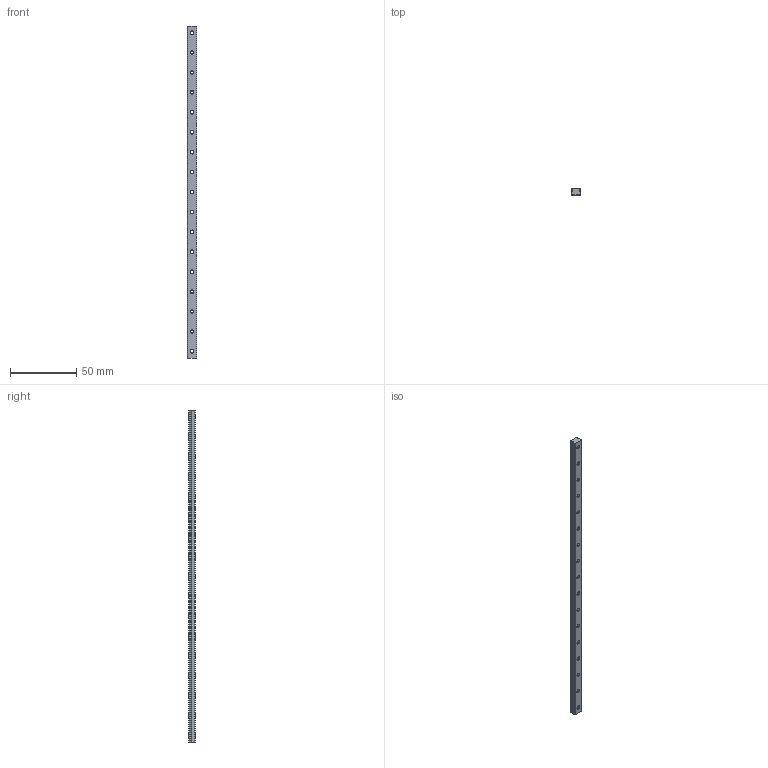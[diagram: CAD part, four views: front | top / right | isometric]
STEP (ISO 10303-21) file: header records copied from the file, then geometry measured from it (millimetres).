
FILE_DESCRIPTION (( 'STEP AP214' ), '1' );
FILE_NAME ('MGN7.STEP', '2017-01-04T00:32:09', ( 'Admin' ), ( '' ), 'SwSTEP 2.0', 'SolidWorks 2013', '' );
FILE_SCHEMA (( 'AUTOMOTIVE_DESIGN' ));
Length unit declared in the file: millimetre
Products named in the file (1): MGN7
Bounding box: 7 x 4.8 x 250 mm (x, y, z)
Volume: 7097.5 mm3; surface area: 7347 mm2
Topology: 1 solids, 1 shells, 175 faces, 400 edges, 244 vertices
Faces by surface type: cylinder 72, cone 68, plane 35
Entity records: 5044 total; most frequent: DIRECTION 964, CARTESIAN_POINT 820, ORIENTED_EDGE 800, EDGE_CURVE 400, AXIS2_PLACEMENT_3D 388, VERTEX_POINT 244, EDGE_LOOP 226, CIRCLE 212
